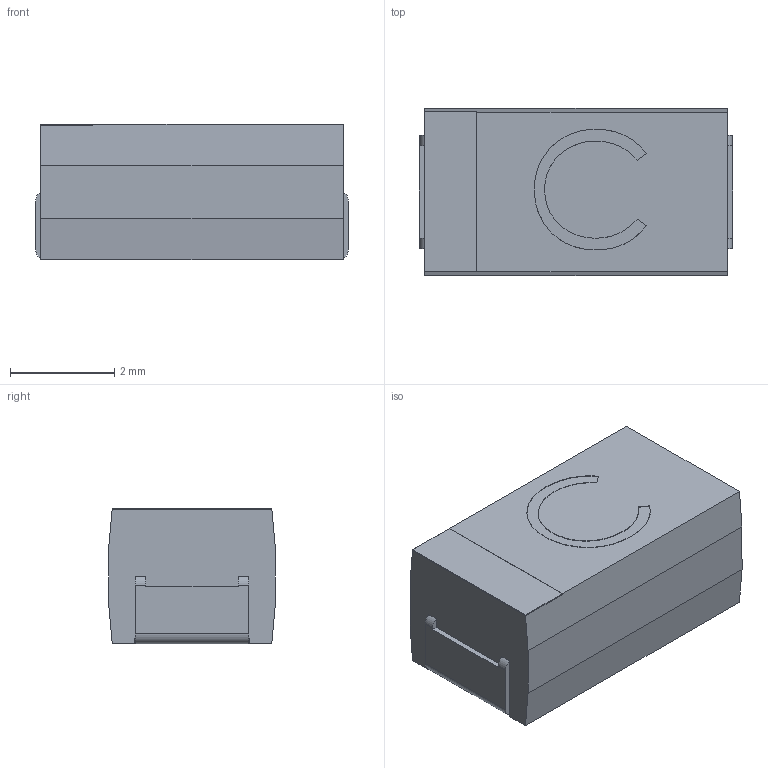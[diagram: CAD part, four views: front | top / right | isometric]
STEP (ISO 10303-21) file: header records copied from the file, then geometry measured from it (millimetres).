
FILE_DESCRIPTION (( 'STEP AP214' ), '1' );
FILE_NAME ('TAJ-C.STEP', '2008-07-31T11:50:58', ( 'j' ), ( '' ), 'SwSTEP 2.0', 'SolidWorks 2004231', '' );
FILE_SCHEMA (( 'AUTOMOTIVE_DESIGN' ));
Length unit declared in the file: millimetre
Products named in the file (1): TAJ-C
Bounding box: 6 x 3.2 x 2.6 mm (x, y, z)
Volume: 48 mm3; surface area: 91.4 mm2
Topology: 2 solids, 2 shells, 60 faces, 165 edges, 110 vertices
Faces by surface type: plane 45, bspline 9, cylinder 6
Entity records: 2953 total; most frequent: CARTESIAN_POINT 1263, ORIENTED_EDGE 330, DIRECTION 263, EDGE_CURVE 165, VECTOR 135, LINE 135, VERTEX_POINT 110, AXIS2_PLACEMENT_3D 64
